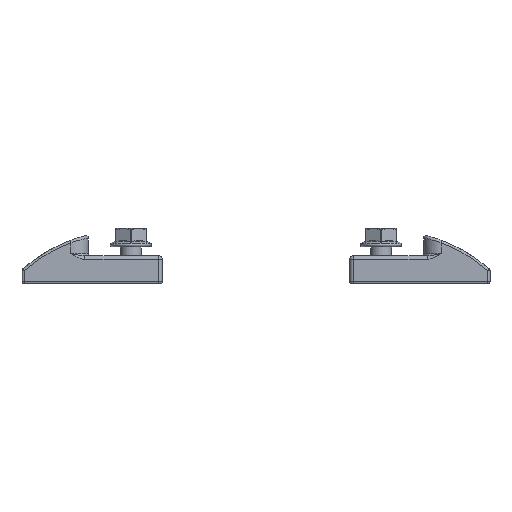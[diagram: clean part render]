
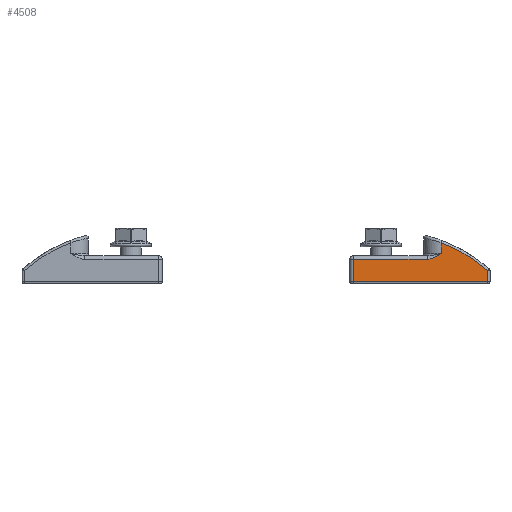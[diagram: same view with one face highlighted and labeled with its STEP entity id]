
A CAD part, left-side view. The second image highlights one B-rep face of the part: STEP entity #4508.
In plain terms, the highlighted planar face has unit normal (-1, 0, 0).
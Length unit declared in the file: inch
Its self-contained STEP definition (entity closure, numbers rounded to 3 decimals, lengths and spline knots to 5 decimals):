
#492 = ORIENTED_EDGE ( 'NONE', *, *, #18174, .T. ) ;
#501 = CARTESIAN_POINT ( 'NONE',  ( -0.75, -1.21938, 0.23182 ) ) ;
#945 = CARTESIAN_POINT ( 'NONE',  ( -0.75, -0.3493, 0.52064 ) ) ;
#1394 = VECTOR ( 'NONE', #3646, 39.37008 ) ;
#1430 = ORIENTED_EDGE ( 'NONE', *, *, #22381, .F. ) ;
#1607 = DIRECTION ( 'NONE',  ( -1., 0., 0. ) ) ;
#1900 = VERTEX_POINT ( 'NONE', #28738 ) ;
#3312 = CARTESIAN_POINT ( 'NONE',  ( -0.75, -0.15533, 0.4375 ) ) ;
#3646 = DIRECTION ( 'NONE',  ( 0., 0., -1. ) ) ;
#4508 = ADVANCED_FACE ( 'NONE', ( #14505 ), #25621, .T. ) ;
#4658 = CARTESIAN_POINT ( 'NONE',  ( -0.75, -0.32545, 0.50584 ) ) ;
#5471 = VERTEX_POINT ( 'NONE', #26456 ) ;
#5756 = EDGE_CURVE ( 'NONE', #1900, #41979, #47899, .T. ) ;
#5778 = CARTESIAN_POINT ( 'NONE',  ( -0.75, -1.21937, 0. ) ) ;
#5982 = VERTEX_POINT ( 'NONE', #33393 ) ;
#6481 = ORIENTED_EDGE ( 'NONE', *, *, #7525, .T. ) ;
#7247 = CARTESIAN_POINT ( 'NONE',  ( -0.75, -0.22219, 0.45474 ) ) ;
#7525 = EDGE_CURVE ( 'NONE', #5471, #1900, #11001, .T. ) ;
#7603 = CARTESIAN_POINT ( 'NONE',  ( -0.75, -0.31552, 0.5 ) ) ;
#8074 = CARTESIAN_POINT ( 'NONE',  ( -0.75, -0.38063, 0.54063 ) ) ;
#8275 = CARTESIAN_POINT ( 'NONE',  ( -0.75, -0.29493, 0.48789 ) ) ;
#9366 = CARTESIAN_POINT ( 'NONE',  ( -0.75, -0.34902, 0.52047 ) ) ;
#11001 = B_SPLINE_CURVE_WITH_KNOTS ( 'NONE', 3,
 ( #501, #16074, #12088, #28205 ),
 .UNSPECIFIED., .F., .F.,
 ( 4, 4 ),
 ( 0., 1. ),
 .UNSPECIFIED. ) ;
#11187 = CARTESIAN_POINT ( 'NONE',  ( -0.75, -0.2089, 0.45034 ) ) ;
#12088 = CARTESIAN_POINT ( 'NONE',  ( -0.75, -0.69005, 0.62204 ) ) ;
#12218 = CARTESIAN_POINT ( 'NONE',  ( -0.75, -0.18088, 0.44167 ) ) ;
#12313 = AXIS2_PLACEMENT_3D ( 'NONE', #30334, #1607, #46415 ) ;
#12329 = VECTOR ( 'NONE', #42143, 39.37008 ) ;
#14505 = FACE_OUTER_BOUND ( 'NONE', #21015, .T. ) ;
#15681 = CARTESIAN_POINT ( 'NONE',  ( -0.75, -0.13123, 0.4375 ) ) ;
#15927 = EDGE_CURVE ( 'NONE', #50631, #5471, #42913, .T. ) ;
#16074 = CARTESIAN_POINT ( 'NONE',  ( -0.75, -0.96963, 0.45354 ) ) ;
#16189 = CARTESIAN_POINT ( 'NONE',  ( -0.75, -0.20831, 0.45015 ) ) ;
#16465 = VERTEX_POINT ( 'NONE', #44222 ) ;
#17357 = DIRECTION ( 'NONE',  ( 0., 1., 0. ) ) ;
#17627 = CARTESIAN_POINT ( 'NONE',  ( -0.75, -1.21996, 0.03125 ) ) ;
#18174 = EDGE_CURVE ( 'NONE', #25320, #5982, #30622, .T. ) ;
#18801 = LINE ( 'NONE', #47763, #48752 ) ;
#20425 = ORIENTED_EDGE ( 'NONE', *, *, #24649, .T. ) ;
#20707 = CARTESIAN_POINT ( 'NONE',  ( -0.75, -0.35587, 0.52479 ) ) ;
#21007 = VECTOR ( 'NONE', #17357, 39.37008 ) ;
#21015 = EDGE_LOOP ( 'NONE', ( #20425, #1430, #31625, #6481, #40390, #44990, #492, #43846 ) ) ;
#22381 = EDGE_CURVE ( 'NONE', #50631, #16465, #37892, .T. ) ;
#23599 = CARTESIAN_POINT ( 'NONE',  ( -0.75, -0.24962, 0.46561 ) ) ;
#23719 = CARTESIAN_POINT ( 'NONE',  ( -0.75, -0.35051, 0.5214 ) ) ;
#24649 = EDGE_CURVE ( 'NONE', #28423, #16465, #44220, .T. ) ;
#25320 = VERTEX_POINT ( 'NONE', #7603 ) ;
#25400 = CARTESIAN_POINT ( 'NONE',  ( -0.75, -1.21937, 0.03125 ) ) ;
#25621 = PLANE ( 'NONE',  #12313 ) ;
#26456 = CARTESIAN_POINT ( 'NONE',  ( -0.75, -1.21938, 0.23182 ) ) ;
#27120 = EDGE_CURVE ( 'NONE', #41979, #25320, #42932, .T. ) ;
#28205 = CARTESIAN_POINT ( 'NONE',  ( -0.75, -0.38063, 0.73731 ) ) ;
#28423 = VERTEX_POINT ( 'NONE', #37413 ) ;
#28738 = CARTESIAN_POINT ( 'NONE',  ( -0.75, -0.38063, 0.73731 ) ) ;
#29408 = CARTESIAN_POINT ( 'NONE',  ( -0.75, -0.3497, 0.52089 ) ) ;
#29662 = CARTESIAN_POINT ( 'NONE',  ( -0.75, -0.38063, 0.54063 ) ) ;
#30334 = CARTESIAN_POINT ( 'NONE',  ( -0.75, 1.26, 0. ) ) ;
#30622 = B_SPLINE_CURVE_WITH_KNOTS ( 'NONE', 3,
 ( #35437, #8275, #31728, #23599, #31979, #7247, #47312, #39641, #51795, #11187, #16189, #12218, #3312, #15681 ),
 .UNSPECIFIED., .F., .F.,
 ( 4, 2, 1, 1, 1, 1, 2, 2, 4 ),
 ( 0., 0.25, 0.375, 0.4375, 0.46875, 0.48438, 0.49219, 0.5, 1. ),
 .UNSPECIFIED. ) ;
#31625 = ORIENTED_EDGE ( 'NONE', *, *, #15927, .T. ) ;
#31728 = CARTESIAN_POINT ( 'NONE',  ( -0.75, -0.27579, 0.47774 ) ) ;
#31979 = CARTESIAN_POINT ( 'NONE',  ( -0.75, -0.23677, 0.46013 ) ) ;
#32569 = CARTESIAN_POINT ( 'NONE',  ( -0.75, -0.36435, 0.53019 ) ) ;
#33393 = CARTESIAN_POINT ( 'NONE',  ( -0.75, -0.13123, 0.4375 ) ) ;
#35131 = DIRECTION ( 'NONE',  ( 0., 1., 0. ) ) ;
#35437 = CARTESIAN_POINT ( 'NONE',  ( -0.75, -0.31552, 0.5 ) ) ;
#35797 = CARTESIAN_POINT ( 'NONE',  ( -0.75, -0.31552, 0.5 ) ) ;
#37413 = CARTESIAN_POINT ( 'NONE',  ( -0.75, 1.1975, 0.4375 ) ) ;
#37892 = LINE ( 'NONE', #17627, #21007 ) ;
#39469 = DIRECTION ( 'NONE',  ( 0., 0., -1. ) ) ;
#39641 = CARTESIAN_POINT ( 'NONE',  ( -0.75, -0.21144, 0.45114 ) ) ;
#39750 = CARTESIAN_POINT ( 'NONE',  ( -0.75, -0.34914, 0.52054 ) ) ;
#40390 = ORIENTED_EDGE ( 'NONE', *, *, #5756, .T. ) ;
#40723 = CARTESIAN_POINT ( 'NONE',  ( -0.75, -0.34901, 0.52046 ) ) ;
#41979 = VERTEX_POINT ( 'NONE', #8074 ) ;
#42143 = DIRECTION ( 'NONE',  ( 0., 0., 1. ) ) ;
#42913 = LINE ( 'NONE', #5778, #12329 ) ;
#42932 = B_SPLINE_CURVE_WITH_KNOTS ( 'NONE', 3,
 ( #29662, #49463, #32569, #20707, #45741, #23719, #29408, #945, #39750, #9366, #40723, #49189, #4658, #35797 ),
 .UNSPECIFIED., .F., .F.,
 ( 4, 1, 1, 1, 1, 1, 1, 2, 2, 4 ),
 ( 0., 0.25, 0.375, 0.4375, 0.46875, 0.48438, 0.49219, 0.49609, 0.5, 1. ),
 .UNSPECIFIED. ) ;
#43713 = CARTESIAN_POINT ( 'NONE',  ( -0.75, -0.38063, 0. ) ) ;
#43846 = ORIENTED_EDGE ( 'NONE', *, *, #48176, .T. ) ;
#44220 = LINE ( 'NONE', #47396, #52200 ) ;
#44222 = CARTESIAN_POINT ( 'NONE',  ( -0.75, 1.1975, 0.03125 ) ) ;
#44990 = ORIENTED_EDGE ( 'NONE', *, *, #27120, .T. ) ;
#45741 = CARTESIAN_POINT ( 'NONE',  ( -0.75, -0.3522, 0.52247 ) ) ;
#46415 = DIRECTION ( 'NONE',  ( 0., 0., 1. ) ) ;
#47312 = CARTESIAN_POINT ( 'NONE',  ( -0.75, -0.21501, 0.4523 ) ) ;
#47396 = CARTESIAN_POINT ( 'NONE',  ( -0.75, 1.1975, 0. ) ) ;
#47763 = CARTESIAN_POINT ( 'NONE',  ( -0.75, 1.26, 0.4375 ) ) ;
#47899 = LINE ( 'NONE', #43713, #1394 ) ;
#48176 = EDGE_CURVE ( 'NONE', #5982, #28423, #18801, .T. ) ;
#48752 = VECTOR ( 'NONE', #35131, 39.37008 ) ;
#49189 = CARTESIAN_POINT ( 'NONE',  ( -0.75, -0.33659, 0.51264 ) ) ;
#49463 = CARTESIAN_POINT ( 'NONE',  ( -0.75, -0.37359, 0.53611 ) ) ;
#50631 = VERTEX_POINT ( 'NONE', #25400 ) ;
#51795 = CARTESIAN_POINT ( 'NONE',  ( -0.75, -0.20991, 0.45065 ) ) ;
#52200 = VECTOR ( 'NONE', #39469, 39.37008 ) ;
